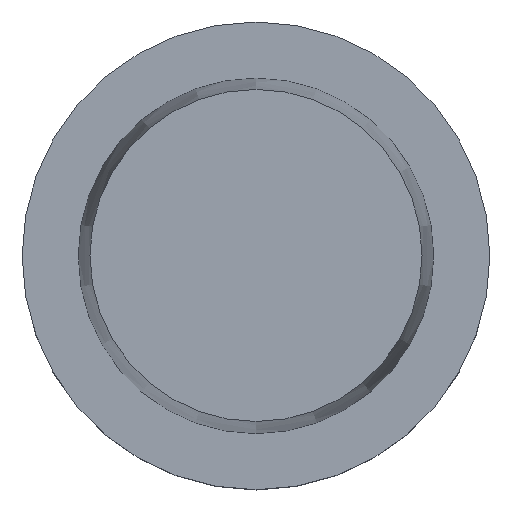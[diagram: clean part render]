
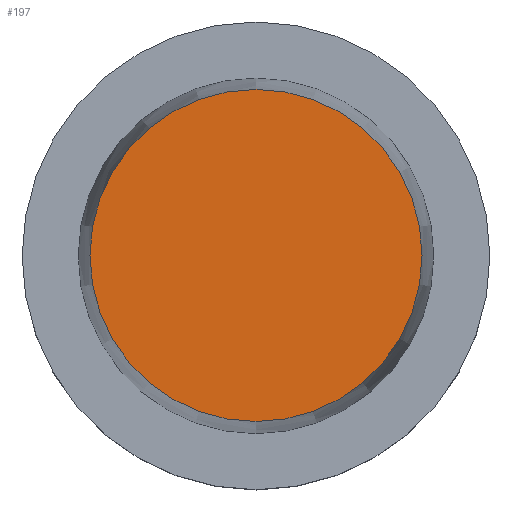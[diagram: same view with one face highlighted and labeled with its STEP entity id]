
A CAD part, top view. The second image highlights one B-rep face of the part: STEP entity #197.
In plain terms, the highlighted planar face has unit normal (0, 0, 1).
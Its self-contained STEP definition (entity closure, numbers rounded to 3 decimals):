
#172=EDGE_CURVE('Unnamed[1]',#365,#365,#366,.T.);
#197=ADVANCED_FACE('Unnamed[1]',(#401),#402,.T.);
#365=VERTEX_POINT('',#601);
#366=CIRCLE('',#602,35.5);
#401=FACE_OUTER_BOUND('',#644,.T.);
#402=PLANE('',#645);
#601=CARTESIAN_POINT('',(0.,35.5,50.0));
#602=AXIS2_PLACEMENT_3D('',#817,#818,#819);
#644=EDGE_LOOP('',(#853));
#645=AXIS2_PLACEMENT_3D('',#854,#855,#856);
#817=CARTESIAN_POINT('',(0.,0.,50.0));
#818=DIRECTION('',(0.,0.,-1.0));
#819=DIRECTION('',(0.,1.0,0.));
#853=ORIENTED_EDGE('',*,*,#172,.F.);
#854=CARTESIAN_POINT('',(0.,17.75,50.0));
#855=DIRECTION('',(0.,0.,1.0));
#856=DIRECTION('',(0.,-1.0,0.));
